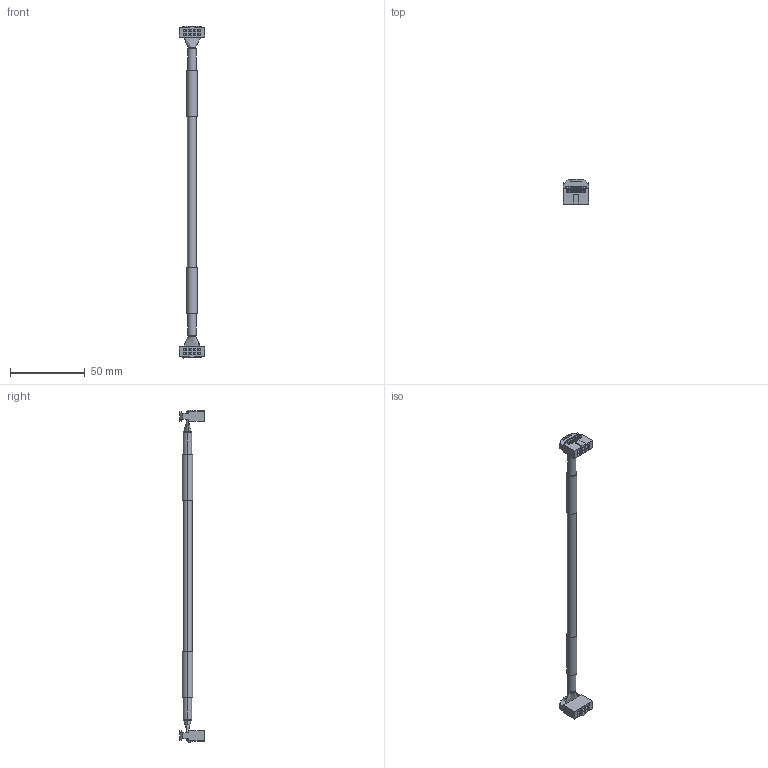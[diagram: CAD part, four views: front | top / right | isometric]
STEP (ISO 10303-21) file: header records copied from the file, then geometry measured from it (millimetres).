
FILE_DESCRIPTION (( 'STEP AP214' ), '1' );
FILE_NAME ('3UF7930-0AA00-0_2m_.STEP', '2011-02-22T10:39:07', ( 'Uwe Förster' ), ( 'Siemens and Partners' ), 'SwSTEP 2.0', 'SolidWorks 2011', '' );
FILE_SCHEMA (( 'AUTOMOTIVE_DESIGN' ));
Length unit declared in the file: millimetre
Products named in the file (1): 3UF7930-0AA00-0_2m_
Bounding box: 17.3 x 16.5 x 221.5 mm (x, y, z)
Volume: 9162.3 mm3; surface area: 7025.4 mm2
Topology: 1 solids, 1 shells, 606 faces, 1484 edges, 902 vertices
Faces by surface type: plane 284, cylinder 206, torus 108, bspline 8
Entity records: 18389 total; most frequent: CARTESIAN_POINT 3705, DIRECTION 3261, ORIENTED_EDGE 2968, EDGE_CURVE 1484, AXIS2_PLACEMENT_3D 1198, VERTEX_POINT 902, VECTOR 865, LINE 865
